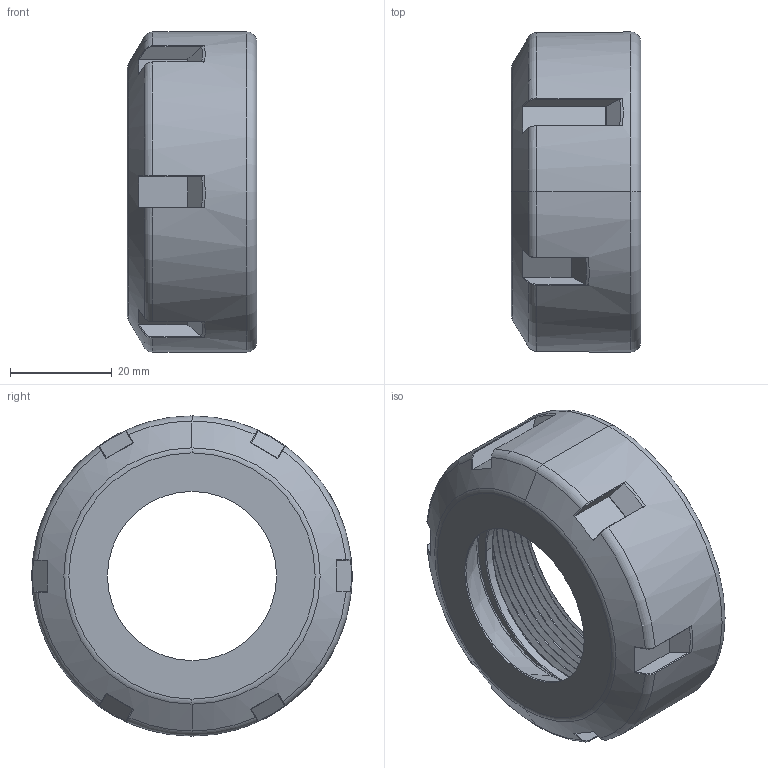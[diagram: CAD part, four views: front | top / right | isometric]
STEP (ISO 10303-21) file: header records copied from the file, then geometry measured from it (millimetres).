
FILE_DESCRIPTION (( 'STEP AP203' ), '1' );
FILE_NAME ('110.02.26.STEP', '2017-10-18T09:01:31', ( '' ), ( '' ), 'SwSTEP 2.0', 'SolidWorks 2012', '' );
FILE_SCHEMA (( 'CONFIG_CONTROL_DESIGN' ));
Length unit declared in the file: millimetre
Products named in the file (1): 110.02.26
Bounding box: 25.5 x 63 x 63 mm (x, y, z)
Volume: 33335.8 mm3; surface area: 14383.1 mm2
Topology: 1 solids, 1 shells, 140 faces, 372 edges, 233 vertices
Faces by surface type: plane 41, bspline 38, cylinder 28, torus 26, cone 7
Entity records: 7587 total; most frequent: CARTESIAN_POINT 4488, ORIENTED_EDGE 740, DIRECTION 486, EDGE_CURVE 370, VERTEX_POINT 233, AXIS2_PLACEMENT_3D 196, B_SPLINE_CURVE_WITH_KNOTS 154, EDGE_LOOP 143
